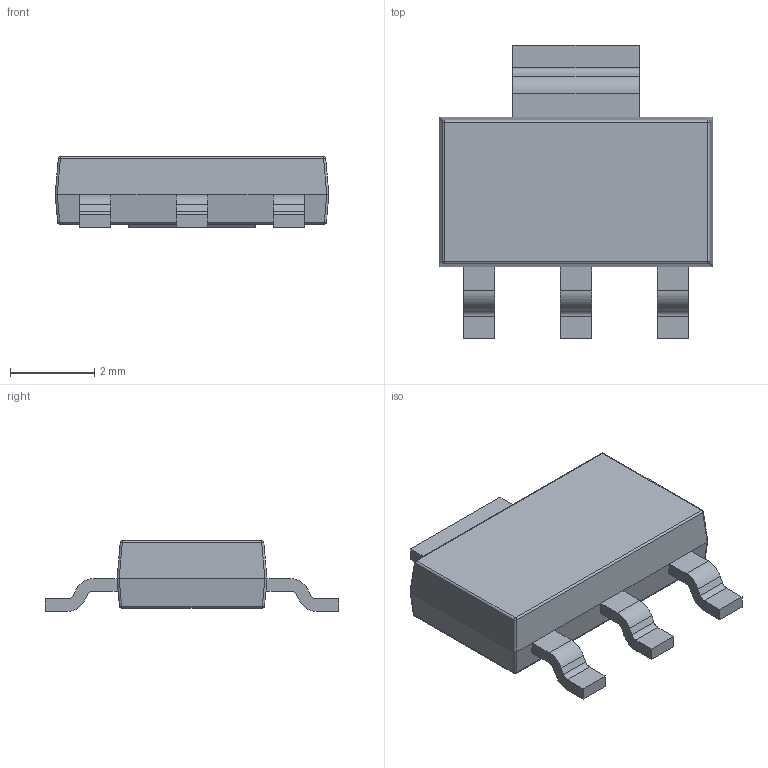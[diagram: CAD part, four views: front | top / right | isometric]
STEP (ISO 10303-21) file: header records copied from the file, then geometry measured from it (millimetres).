
FILE_DESCRIPTION(('FreeCAD Model'),'2;1');
FILE_NAME('D4DB8F8E-A9CF-413D-9AED-2E9F2B66CB72.step','2017-05-19T11:34:33',( 'kicad StepUp'),('ksu MCAD'),'Open CASCADE STEP processor 6.8', 'FreeCAD','Unknown');
FILE_SCHEMA(('AUTOMOTIVE_DESIGN_CC2 { 1 2 10303 214 -1 1 5 4 }'));
Length unit declared in the file: millimetre
Products named in the file (2): ASSEMBLY; D4DB8F8E-A9CF-413D-9AED-2E9F2B66CB72
Assembly tree (1 placements, depth 2):
  ASSEMBLY
    D4DB8F8E-A9CF-413D-9AED-2E9F2B66CB72
Bounding box: 6.5 x 6.96 x 1.68 mm (x, y, z)
Volume: 38.9 mm3; surface area: 99.3 mm2
Topology: 1 solids, 1 shells, 86 faces, 220 edges, 128 vertices
Faces by surface type: plane 46, cylinder 32, sphere 8
Entity records: 3125 total; most frequent: CARTESIAN_POINT 440, DIRECTION 440, ORIENTED_EDGE 424, EDGE_CURVE 212, LINE 152, VECTOR 152, AXIS2_PLACEMENT_3D 144, VERTEX_POINT 128
